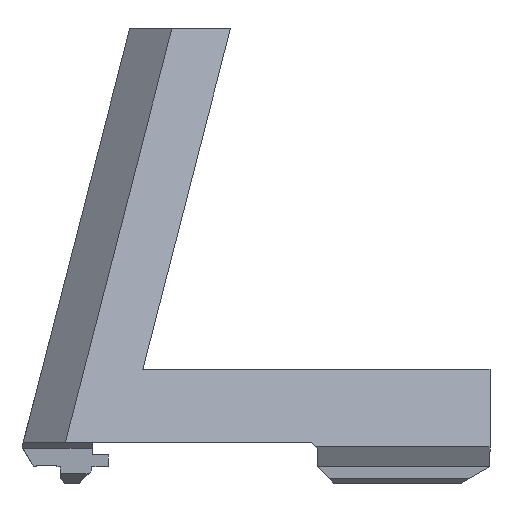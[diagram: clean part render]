
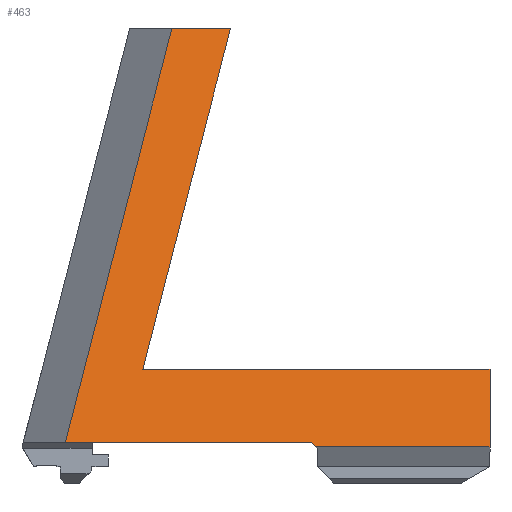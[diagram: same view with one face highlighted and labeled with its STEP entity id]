
A CAD part, front view. The second image highlights one B-rep face of the part: STEP entity #463.
In plain terms, the highlighted planar face has unit normal (0, -0.968, 0.249).
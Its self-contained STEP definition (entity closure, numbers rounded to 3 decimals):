
#97 = DIRECTION ( 'NONE',  ( 1., 0., 0. ) ) ;
#127 = VECTOR ( 'NONE', #1863, 1000. ) ;
#139 = EDGE_CURVE ( 'NONE', #1572, #2607, #2308, .T. ) ;
#165 = CARTESIAN_POINT ( 'NONE',  ( -184.193, -289.848, 23.873 ) ) ;
#251 = EDGE_LOOP ( 'NONE', ( #651, #1575, #1984, #2936, #1854, #1607, #472, #3033 ) ) ;
#327 = CARTESIAN_POINT ( 'NONE',  ( -184.193, -294.752, 4.842 ) ) ;
#463 = ADVANCED_FACE ( 'NONE', ( #779 ), #1293, .F. ) ;
#472 = ORIENTED_EDGE ( 'NONE', *, *, #897, .T. ) ;
#491 = LINE ( 'NONE', #2966, #1264 ) ;
#549 = LINE ( 'NONE', #848, #1033 ) ;
#584 = CARTESIAN_POINT ( 'NONE',  ( 0., -277.568, 71.527 ) ) ;
#610 = CARTESIAN_POINT ( 'NONE',  ( 0., -268.388, 107.153 ) ) ;
#614 = VECTOR ( 'NONE', #759, 1000. ) ;
#651 = ORIENTED_EDGE ( 'NONE', *, *, #139, .F. ) ;
#699 = VERTEX_POINT ( 'NONE', #3168 ) ;
#728 = LINE ( 'NONE', #1492, #2670 ) ;
#759 = DIRECTION ( 'NONE',  ( 1., 0., 0. ) ) ;
#779 = FACE_OUTER_BOUND ( 'NONE', #251, .T. ) ;
#848 = CARTESIAN_POINT ( 'NONE',  ( -255.36, -261.667, 133.234 ) ) ;
#888 = VERTEX_POINT ( 'NONE', #2506 ) ;
#897 = EDGE_CURVE ( 'NONE', #2443, #2022, #3014, .T. ) ;
#1033 = VECTOR ( 'NONE', #1347, 1000. ) ;
#1060 = CARTESIAN_POINT ( 'NONE',  ( -228., -294.454, 6. ) ) ;
#1175 = EDGE_CURVE ( 'NONE', #2022, #2607, #728, .T. ) ;
#1195 = EDGE_CURVE ( 'NONE', #888, #1707, #2021, .T. ) ;
#1237 = EDGE_CURVE ( 'NONE', #3111, #888, #549, .T. ) ;
#1264 = VECTOR ( 'NONE', #1717, 1000. ) ;
#1293 = PLANE ( 'NONE',  #2665 ) ;
#1347 = DIRECTION ( 'NONE',  ( -0.242, -0.242, -0.94 ) ) ;
#1492 = CARTESIAN_POINT ( 'NONE',  ( -184.193, -277.568, 71.527 ) ) ;
#1540 = EDGE_CURVE ( 'NONE', #1707, #2443, #3231, .T. ) ;
#1572 = VERTEX_POINT ( 'NONE', #2746 ) ;
#1575 = ORIENTED_EDGE ( 'NONE', *, *, #3136, .F. ) ;
#1607 = ORIENTED_EDGE ( 'NONE', *, *, #1540, .T. ) ;
#1707 = VERTEX_POINT ( 'NONE', #1060 ) ;
#1713 = DIRECTION ( 'NONE',  ( 1., 0., 0. ) ) ;
#1717 = DIRECTION ( 'NONE',  ( -0.242, -0.242, -0.94 ) ) ;
#1854 = ORIENTED_EDGE ( 'NONE', *, *, #1195, .T. ) ;
#1863 = DIRECTION ( 'NONE',  ( 1., 0., 0. ) ) ;
#1968 = DIRECTION ( 'NONE',  ( 0.696, -0.179, -0.696 ) ) ;
#1984 = ORIENTED_EDGE ( 'NONE', *, *, #2855, .F. ) ;
#2017 = CARTESIAN_POINT ( 'NONE',  ( -151.48, -314.172, -70.52 ) ) ;
#2021 = LINE ( 'NONE', #3023, #614 ) ;
#2022 = VERTEX_POINT ( 'NONE', #327 ) ;
#2061 = CARTESIAN_POINT ( 'NONE',  ( -270.193, -289.848, 23.873 ) ) ;
#2120 = LINE ( 'NONE', #610, #3207 ) ;
#2265 = CARTESIAN_POINT ( 'NONE',  ( -262.081, -268.388, 107.153 ) ) ;
#2303 = DIRECTION ( 'NONE',  ( 0., 0.968, -0.25 ) ) ;
#2308 = LINE ( 'NONE', #2061, #127 ) ;
#2443 = VERTEX_POINT ( 'NONE', #2805 ) ;
#2465 = VECTOR ( 'NONE', #1968, 1000. ) ;
#2502 = DIRECTION ( 'NONE',  ( 0., 0.25, 0.968 ) ) ;
#2506 = CARTESIAN_POINT ( 'NONE',  ( -288.147, -294.454, 6. ) ) ;
#2607 = VERTEX_POINT ( 'NONE', #165 ) ;
#2665 = AXIS2_PLACEMENT_3D ( 'NONE', #584, #2303, #3060 ) ;
#2670 = VECTOR ( 'NONE', #2502, 1000. ) ;
#2746 = CARTESIAN_POINT ( 'NONE',  ( -269.195, -289.848, 23.873 ) ) ;
#2771 = CARTESIAN_POINT ( 'NONE',  ( -184.193, -294.752, 4.842 ) ) ;
#2805 = CARTESIAN_POINT ( 'NONE',  ( -226.842, -294.752, 4.842 ) ) ;
#2855 = EDGE_CURVE ( 'NONE', #3111, #699, #2120, .T. ) ;
#2936 = ORIENTED_EDGE ( 'NONE', *, *, #1237, .T. ) ;
#2966 = CARTESIAN_POINT ( 'NONE',  ( -247.734, -268.388, 107.153 ) ) ;
#3014 = LINE ( 'NONE', #2771, #3142 ) ;
#3023 = CARTESIAN_POINT ( 'NONE',  ( 0., -294.454, 6. ) ) ;
#3033 = ORIENTED_EDGE ( 'NONE', *, *, #1175, .T. ) ;
#3060 = DIRECTION ( 'NONE',  ( 0., 0.25, 0.968 ) ) ;
#3111 = VERTEX_POINT ( 'NONE', #2265 ) ;
#3136 = EDGE_CURVE ( 'NONE', #699, #1572, #491, .T. ) ;
#3142 = VECTOR ( 'NONE', #1713, 1000. ) ;
#3168 = CARTESIAN_POINT ( 'NONE',  ( -247.734, -268.388, 107.153 ) ) ;
#3207 = VECTOR ( 'NONE', #97, 1000. ) ;
#3231 = LINE ( 'NONE', #2017, #2465 ) ;
